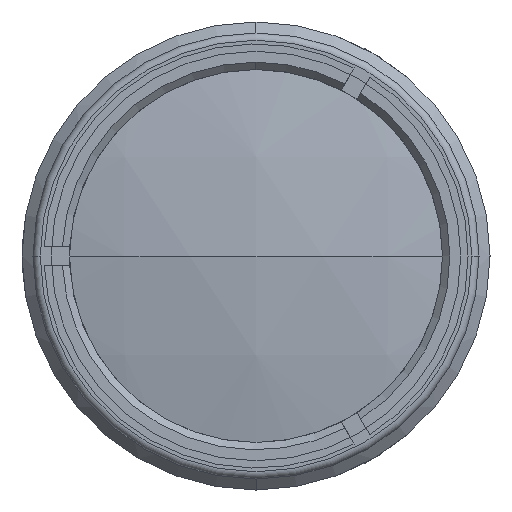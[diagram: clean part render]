
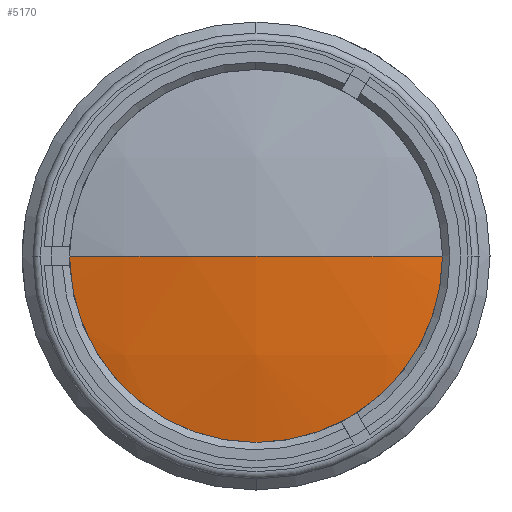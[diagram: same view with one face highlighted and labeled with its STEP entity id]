
A CAD part, left-side view. The second image highlights one B-rep face of the part: STEP entity #5170.
In plain terms, the highlighted spherical face has radius 124 mm.
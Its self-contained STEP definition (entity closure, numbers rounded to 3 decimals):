
#91 = CIRCLE ( 'NONE', #5212, 124. ) ;
#191 = CARTESIAN_POINT ( 'NONE',  ( 16.66, 0., 0. ) ) ;
#244 = DIRECTION ( 'NONE',  ( 0., 1., 0. ) ) ;
#527 = EDGE_CURVE ( 'NONE', #4344, #2195, #4083, .T. ) ;
#655 = EDGE_CURVE ( 'NONE', #4344, #1281, #4001, .T. ) ;
#683 = DIRECTION ( 'NONE',  ( 0., 1., 0. ) ) ;
#865 = SPHERICAL_SURFACE ( 'NONE', #5517, 124. ) ;
#946 = FACE_OUTER_BOUND ( 'NONE', #969, .T. ) ;
#969 = EDGE_LOOP ( 'NONE', ( #4529, #1399, #2383 ) ) ;
#1083 = CARTESIAN_POINT ( 'NONE',  ( -104.365, -27., 0. ) ) ;
#1100 = AXIS2_PLACEMENT_3D ( 'NONE', #5271, #4818, #2257 ) ;
#1193 = DIRECTION ( 'NONE',  ( 0., 0., 1. ) ) ;
#1220 = DIRECTION ( 'NONE',  ( -1., 0., 0. ) ) ;
#1243 = CARTESIAN_POINT ( 'NONE',  ( -104.365, 0., 0. ) ) ;
#1281 = VERTEX_POINT ( 'NONE', #1323 ) ;
#1323 = CARTESIAN_POINT ( 'NONE',  ( -107.34, 0., 0. ) ) ;
#1399 = ORIENTED_EDGE ( 'NONE', *, *, #2709, .T. ) ;
#2195 = VERTEX_POINT ( 'NONE', #1083 ) ;
#2257 = DIRECTION ( 'NONE',  ( 0., -1., 0. ) ) ;
#2383 = ORIENTED_EDGE ( 'NONE', *, *, #655, .F. ) ;
#2538 = CARTESIAN_POINT ( 'NONE',  ( 16.66, 0., 0. ) ) ;
#2709 = EDGE_CURVE ( 'NONE', #2195, #1281, #91, .T. ) ;
#2795 = CARTESIAN_POINT ( 'NONE',  ( -104.365, 27., 0. ) ) ;
#3018 = DIRECTION ( 'NONE',  ( 0., 0., -1. ) ) ;
#3428 = DIRECTION ( 'NONE',  ( 0., 0., -1. ) ) ;
#3627 = AXIS2_PLACEMENT_3D ( 'NONE', #1243, #1220, #1193 ) ;
#4001 = CIRCLE ( 'NONE', #1100, 124. ) ;
#4083 = CIRCLE ( 'NONE', #3627, 27. ) ;
#4344 = VERTEX_POINT ( 'NONE', #2795 ) ;
#4529 = ORIENTED_EDGE ( 'NONE', *, *, #527, .T. ) ;
#4818 = DIRECTION ( 'NONE',  ( 0., 0., 1. ) ) ;
#5170 = ADVANCED_FACE ( 'NONE', ( #946 ), #865, .T. ) ;
#5212 = AXIS2_PLACEMENT_3D ( 'NONE', #191, #3428, #683 ) ;
#5271 = CARTESIAN_POINT ( 'NONE',  ( 16.66, 0., 0. ) ) ;
#5517 = AXIS2_PLACEMENT_3D ( 'NONE', #2538, #3018, #244 ) ;
